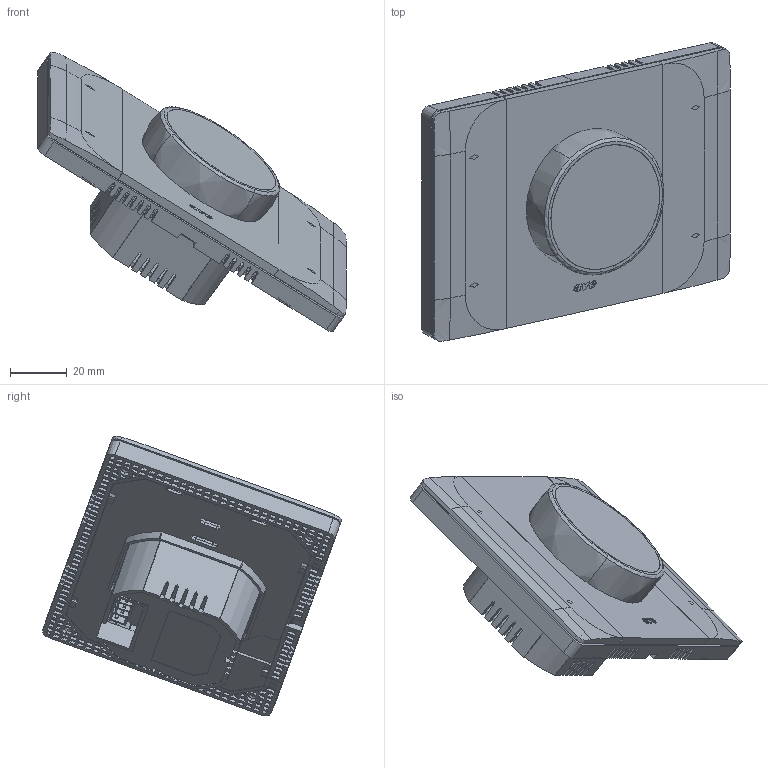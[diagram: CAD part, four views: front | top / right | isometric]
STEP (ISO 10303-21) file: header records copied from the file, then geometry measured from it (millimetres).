
FILE_DESCRIPTION(('CATIA V5 STEP Exchange'),'2;1');
FILE_NAME('441CRT-W.stp','2024-03-07T12:20:13+00:00',('none'),('none'),'CATIA Version 5-6 Release 2016 SP6','CATIA V5 STEP AP203','none');
FILE_SCHEMA(('CONFIG_CONTROL_DESIGN'));
Products named in the file (1): 44XCRT-W
Assembly tree (13 placements, depth 2):
  44XCRT-W
    #57
    #101
    #63604
    #72833
    #127827
    #127972
    #130204
    #133487
    #139450
    #162161
    #167849
    #171849  x2
Bounding box: 108.83 x 105.44 x 98.7 mm (x, y, z)
Volume: 85251.1 mm3; surface area: 144835.2 mm2
Topology: 21 solids, 22 shells, 5120 faces, 14657 edges, 9713 vertices
Faces by surface type: plane 3278, bspline 1170, cylinder 646, extrusion 18, revolution 8
Entity records: 175418 total; most frequent: CARTESIAN_POINT 61661, ORIENTED_EDGE 28408, DIRECTION 16409, EDGE_CURVE 14206, VERTEX_POINT 9417, VECTOR 8432, LINE 8414, EDGE_LOOP 5454
